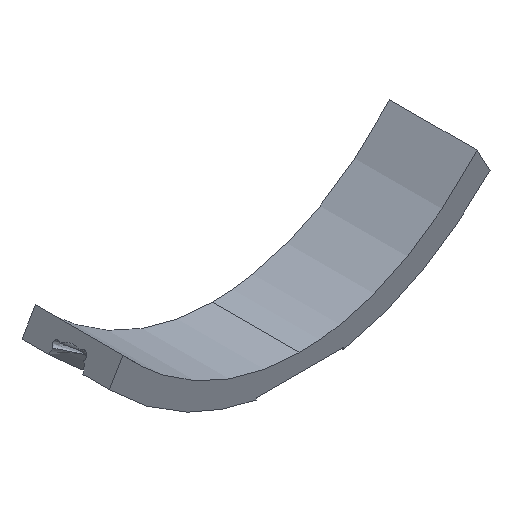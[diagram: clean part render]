
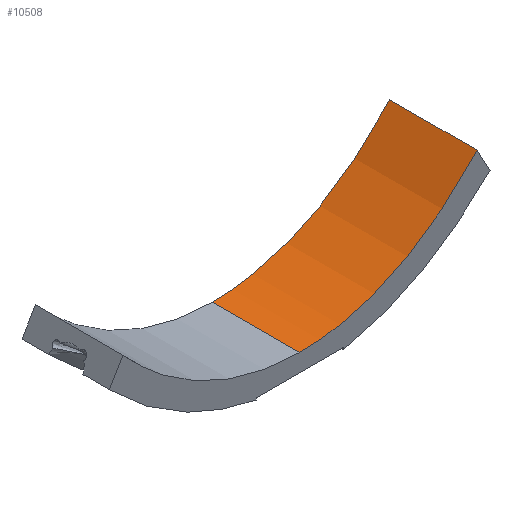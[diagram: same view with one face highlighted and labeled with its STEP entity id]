
A CAD part, isometric view. The second image highlights one B-rep face of the part: STEP entity #10508.
In plain terms, the highlighted free-form (B-spline) face has degree [3, 1] with [4, 2] control points.
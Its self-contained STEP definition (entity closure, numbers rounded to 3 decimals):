
#288 = ORIENTED_EDGE ( 'NONE', *, *, #17104, .F. ) ;
#771 = VERTEX_POINT ( 'NONE', #18862 ) ;
#879 = CARTESIAN_POINT ( 'NONE',  ( 36.182, -12.5, -103.927 ) ) ;
#1071 = DIRECTION ( 'NONE',  ( 0., -1., 0. ) ) ;
#1190 = LINE ( 'NONE', #7773, #10551 ) ;
#1246 = VECTOR ( 'NONE', #1071, 1000. ) ;
#1303 = CARTESIAN_POINT ( 'NONE',  ( -0.043, 12.5, -112.5 ) ) ;
#1363 = CARTESIAN_POINT ( 'NONE',  ( 50.721, -12.5, -87.732 ) ) ;
#2272 = CARTESIAN_POINT ( 'NONE',  ( 50.721, 12.5, -87.732 ) ) ;
#2600 = CARTESIAN_POINT ( 'NONE',  ( 18.596, -12.5, -112.507 ) ) ;
#3545 = ORIENTED_EDGE ( 'NONE', *, *, #18842, .F. ) ;
#4202 = CARTESIAN_POINT ( 'NONE',  ( 50.721, 12.5, -87.732 ) ) ;
#4220 = CARTESIAN_POINT ( 'NONE',  ( -0.043, -12.5, -112.5 ) ) ;
#5726 = CARTESIAN_POINT ( 'NONE',  ( -0.043, 12.5, -112.5 ) ) ;
#5731 = CARTESIAN_POINT ( 'NONE',  ( 50.721, -12.5, -87.732 ) ) ;
#6328 =( BOUNDED_CURVE ( )  B_SPLINE_CURVE ( 3, ( #2272, #7564, #15566, #5726 ),
 .UNSPECIFIED., .F., .F. ) 
 B_SPLINE_CURVE_WITH_KNOTS ( ( 4, 4 ),
 ( 5.607, 6.283 ),
 .UNSPECIFIED. ) 
 CURVE ( )  GEOMETRIC_REPRESENTATION_ITEM ( )  RATIONAL_B_SPLINE_CURVE ( ( 1., 0.962, 0.962, 1. ) ) 
 REPRESENTATION_ITEM ( '' )  );
#6533 = CARTESIAN_POINT ( 'NONE',  ( -0.043, 12.5, -112.5 ) ) ;
#7432 = ORIENTED_EDGE ( 'NONE', *, *, #17647, .T. ) ;
#7564 = CARTESIAN_POINT ( 'NONE',  ( 36.182, 12.5, -103.927 ) ) ;
#7773 = CARTESIAN_POINT ( 'NONE',  ( -0.043, 12.5, -112.5 ) ) ;
#7836 = CARTESIAN_POINT ( 'NONE',  ( 18.596, -12.5, -112.507 ) ) ;
#8019 = CARTESIAN_POINT ( 'NONE',  ( 50.721, 12.5, -87.732 ) ) ;
#8046 = CARTESIAN_POINT ( 'NONE',  ( -0.043, -12.5, -112.5 ) ) ;
#10114 = VERTEX_POINT ( 'NONE', #1303 ) ;
#10223 = ORIENTED_EDGE ( 'NONE', *, *, #12369, .T. ) ;
#10508 = ADVANCED_FACE ( 'NONE', ( #17693 ), #13781, .T. ) ;
#10551 = VECTOR ( 'NONE', #20974, 1000. ) ;
#11338 = VERTEX_POINT ( 'NONE', #8019 ) ;
#12163 = VERTEX_POINT ( 'NONE', #1363 ) ;
#12369 = EDGE_CURVE ( 'NONE', #11338, #10114, #6328, .T. ) ;
#12708 = CARTESIAN_POINT ( 'NONE',  ( 36.182, -12.5, -103.927 ) ) ;
#13020 = CARTESIAN_POINT ( 'NONE',  ( 36.182, 12.5, -103.927 ) ) ;
#13781 =( BOUNDED_SURFACE ( )  B_SPLINE_SURFACE ( 3, 1, ( 
 ( #21040, #20934 ),
 ( #13020, #12708 ),
 ( #19312, #7836 ),
 ( #6533, #8046 ) ),
 .UNSPECIFIED., .F., .F., .T. ) 
 B_SPLINE_SURFACE_WITH_KNOTS ( ( 4, 4 ),
 ( 2, 2 ),
 ( 0., 1. ),
 ( 0., 1. ),
 .UNSPECIFIED. ) 
 GEOMETRIC_REPRESENTATION_ITEM ( )  RATIONAL_B_SPLINE_SURFACE ( (
 ( 1., 1.),
 ( 0.962, 0.962),
 ( 0.962, 0.962),
 ( 1., 1.) ) ) 
 REPRESENTATION_ITEM ( '' )  SURFACE ( )  );
#14368 = EDGE_LOOP ( 'NONE', ( #10223, #7432, #288, #3545 ) ) ;
#15566 = CARTESIAN_POINT ( 'NONE',  ( 18.596, 12.5, -112.507 ) ) ;
#17104 = EDGE_CURVE ( 'NONE', #12163, #771, #17686, .T. ) ;
#17502 = LINE ( 'NONE', #4202, #1246 ) ;
#17647 = EDGE_CURVE ( 'NONE', #10114, #771, #1190, .T. ) ;
#17686 =( BOUNDED_CURVE ( )  B_SPLINE_CURVE ( 3, ( #5731, #879, #2600, #4220 ),
 .UNSPECIFIED., .F., .T. ) 
 B_SPLINE_CURVE_WITH_KNOTS ( ( 4, 4 ),
 ( 5.607, 6.283 ),
 .UNSPECIFIED. ) 
 CURVE ( )  GEOMETRIC_REPRESENTATION_ITEM ( )  RATIONAL_B_SPLINE_CURVE ( ( 1., 0.962, 0.962, 1. ) ) 
 REPRESENTATION_ITEM ( '' )  );
#17693 = FACE_OUTER_BOUND ( 'NONE', #14368, .T. ) ;
#18842 = EDGE_CURVE ( 'NONE', #11338, #12163, #17502, .T. ) ;
#18862 = CARTESIAN_POINT ( 'NONE',  ( -0.043, -12.5, -112.5 ) ) ;
#19312 = CARTESIAN_POINT ( 'NONE',  ( 18.596, 12.5, -112.507 ) ) ;
#20934 = CARTESIAN_POINT ( 'NONE',  ( 50.721, -12.5, -87.732 ) ) ;
#20974 = DIRECTION ( 'NONE',  ( 0., -1., 0. ) ) ;
#21040 = CARTESIAN_POINT ( 'NONE',  ( 50.721, 12.5, -87.732 ) ) ;
